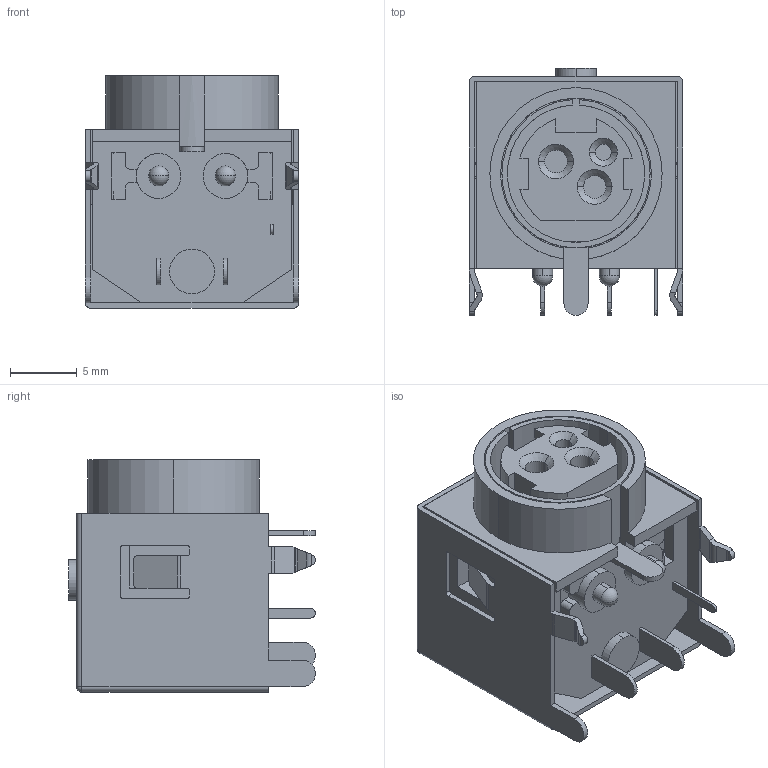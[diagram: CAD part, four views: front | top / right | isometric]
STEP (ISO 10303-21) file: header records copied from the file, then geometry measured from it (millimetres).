
FILE_DESCRIPTION (( 'STEP AP203' ), '1' );
FILE_NAME ('CUI_DEVICES_PD-30S.step', '2019-10-20T23:47:49', ( '' ), ( '' ), 'SwSTEP 2.0', 'SolidWorks 2019', '' );
FILE_SCHEMA (( 'CONFIG_CONTROL_DESIGN' ));
Length unit declared in the file: inch
Products named in the file (1): CUI_DEVICES_PD-30S
Bounding box: 16 x 18.5 x 17.4 mm (x, y, z)
Volume: 2713.4 mm3; surface area: 4191.5 mm2
Topology: 3 solids, 3 shells, 268 faces, 753 edges, 492 vertices
Faces by surface type: plane 159, cylinder 97, sphere 6, cone 6
Entity records: 8688 total; most frequent: CARTESIAN_POINT 1580, ORIENTED_EDGE 1494, DIRECTION 1459, EDGE_CURVE 747, VECTOR 525, LINE 525, VERTEX_POINT 492, AXIS2_PLACEMENT_3D 467
